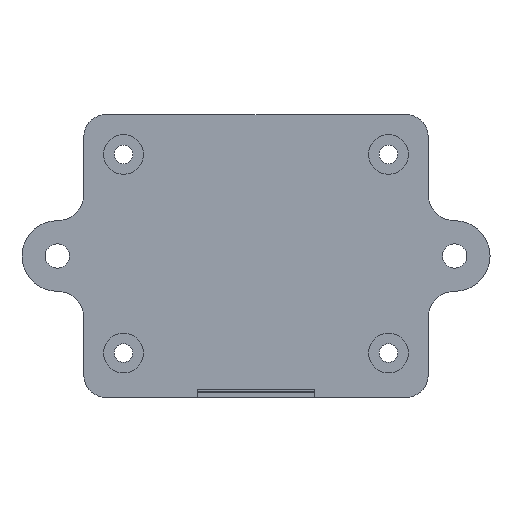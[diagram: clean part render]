
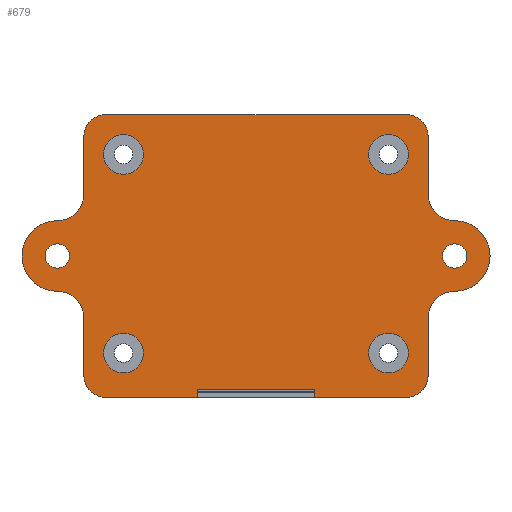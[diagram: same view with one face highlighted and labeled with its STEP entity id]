
A CAD part, top view. The second image highlights one B-rep face of the part: STEP entity #679.
In plain terms, the highlighted planar face has unit normal (0, 0, 1).
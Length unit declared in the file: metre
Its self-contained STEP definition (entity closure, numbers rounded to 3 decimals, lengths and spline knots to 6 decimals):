
#36=CIRCLE('',#735,0.005);
#37=CIRCLE('',#736,0.006);
#38=CIRCLE('',#737,0.008);
#39=CIRCLE('',#738,0.006);
#40=CIRCLE('',#739,0.005);
#41=CIRCLE('',#740,0.005);
#42=CIRCLE('',#741,0.006);
#43=CIRCLE('',#742,0.008);
#44=CIRCLE('',#743,0.006);
#45=CIRCLE('',#744,0.005);
#46=CIRCLE('',#745,0.0045);
#47=CIRCLE('',#746,0.0045);
#48=CIRCLE('',#747,0.0045);
#49=CIRCLE('',#748,0.0045);
#50=CIRCLE('',#749,0.00275);
#51=CIRCLE('',#750,0.00275);
#112=ORIENTED_EDGE('',*,*,#288,.F.);
#113=ORIENTED_EDGE('',*,*,#292,.F.);
#114=ORIENTED_EDGE('',*,*,#293,.F.);
#115=ORIENTED_EDGE('',*,*,#294,.T.);
#116=ORIENTED_EDGE('',*,*,#284,.F.);
#117=ORIENTED_EDGE('',*,*,#295,.T.);
#118=ORIENTED_EDGE('',*,*,#274,.F.);
#119=ORIENTED_EDGE('',*,*,#296,.T.);
#120=ORIENTED_EDGE('',*,*,#297,.T.);
#121=ORIENTED_EDGE('',*,*,#298,.T.);
#122=ORIENTED_EDGE('',*,*,#260,.F.);
#123=ORIENTED_EDGE('',*,*,#299,.T.);
#124=ORIENTED_EDGE('',*,*,#278,.T.);
#125=ORIENTED_EDGE('',*,*,#300,.T.);
#126=ORIENTED_EDGE('',*,*,#266,.T.);
#127=ORIENTED_EDGE('',*,*,#301,.T.);
#128=ORIENTED_EDGE('',*,*,#302,.F.);
#129=ORIENTED_EDGE('',*,*,#303,.T.);
#130=ORIENTED_EDGE('',*,*,#280,.T.);
#131=ORIENTED_EDGE('',*,*,#304,.T.);
#132=ORIENTED_EDGE('',*,*,#305,.F.);
#133=ORIENTED_EDGE('',*,*,#306,.F.);
#134=ORIENTED_EDGE('',*,*,#307,.F.);
#135=ORIENTED_EDGE('',*,*,#308,.F.);
#136=ORIENTED_EDGE('',*,*,#309,.F.);
#137=ORIENTED_EDGE('',*,*,#310,.T.);
#260=EDGE_CURVE('',#350,#351,#418,.T.);
#266=EDGE_CURVE('',#357,#356,#424,.T.);
#274=EDGE_CURVE('',#364,#365,#432,.T.);
#278=EDGE_CURVE('',#369,#368,#436,.T.);
#280=EDGE_CURVE('',#370,#371,#438,.T.);
#284=EDGE_CURVE('',#374,#375,#442,.T.);
#288=EDGE_CURVE('',#378,#379,#446,.T.);
#292=EDGE_CURVE('',#382,#378,#450,.T.);
#293=EDGE_CURVE('',#383,#382,#451,.T.);
#294=EDGE_CURVE('',#383,#375,#452,.T.);
#295=EDGE_CURVE('',#374,#365,#36,.T.);
#296=EDGE_CURVE('',#364,#384,#37,.F.);
#297=EDGE_CURVE('',#384,#385,#38,.T.);
#298=EDGE_CURVE('',#385,#351,#39,.F.);
#299=EDGE_CURVE('',#350,#369,#40,.T.);
#300=EDGE_CURVE('',#368,#357,#41,.T.);
#301=EDGE_CURVE('',#356,#386,#42,.F.);
#302=EDGE_CURVE('',#387,#386,#43,.F.);
#303=EDGE_CURVE('',#387,#370,#44,.F.);
#304=EDGE_CURVE('',#371,#379,#45,.T.);
#305=EDGE_CURVE('',#388,#388,#46,.T.);
#306=EDGE_CURVE('',#389,#389,#47,.T.);
#307=EDGE_CURVE('',#390,#390,#48,.T.);
#308=EDGE_CURVE('',#391,#391,#49,.T.);
#309=EDGE_CURVE('',#392,#392,#50,.T.);
#310=EDGE_CURVE('',#393,#393,#51,.F.);
#350=VERTEX_POINT('',#1036);
#351=VERTEX_POINT('',#1037);
#356=VERTEX_POINT('',#1048);
#357=VERTEX_POINT('',#1050);
#364=VERTEX_POINT('',#1066);
#365=VERTEX_POINT('',#1068);
#368=VERTEX_POINT('',#1075);
#369=VERTEX_POINT('',#1077);
#370=VERTEX_POINT('',#1081);
#371=VERTEX_POINT('',#1082);
#374=VERTEX_POINT('',#1090);
#375=VERTEX_POINT('',#1091);
#378=VERTEX_POINT('',#1097);
#379=VERTEX_POINT('',#1099);
#382=VERTEX_POINT('',#1107);
#383=VERTEX_POINT('',#1109);
#384=VERTEX_POINT('',#1113);
#385=VERTEX_POINT('',#1115);
#386=VERTEX_POINT('',#1120);
#387=VERTEX_POINT('',#1122);
#388=VERTEX_POINT('',#1126);
#389=VERTEX_POINT('',#1128);
#390=VERTEX_POINT('',#1130);
#391=VERTEX_POINT('',#1132);
#392=VERTEX_POINT('',#1134);
#393=VERTEX_POINT('',#1136);
#418=LINE('',#1035,#464);
#424=LINE('',#1049,#470);
#432=LINE('',#1067,#478);
#436=LINE('',#1076,#482);
#438=LINE('',#1080,#484);
#442=LINE('',#1089,#488);
#446=LINE('',#1098,#492);
#450=LINE('',#1106,#496);
#451=LINE('',#1108,#497);
#452=LINE('',#1110,#498);
#464=VECTOR('',#817,1.);
#470=VECTOR('',#825,1.);
#478=VECTOR('',#837,1.);
#482=VECTOR('',#843,1.);
#484=VECTOR('',#847,1.);
#488=VECTOR('',#853,1.);
#492=VECTOR('',#857,1.);
#496=VECTOR('',#863,1.);
#497=VECTOR('',#864,1.);
#498=VECTOR('',#865,1.);
#517=EDGE_LOOP('',(#112,#113,#114,#115,#116,#117,#118,#119,#120,#121,#122,
#123,#124,#125,#126,#127,#128,#129,#130,#131));
#518=EDGE_LOOP('',(#132));
#519=EDGE_LOOP('',(#133));
#520=EDGE_LOOP('',(#134));
#521=EDGE_LOOP('',(#135));
#522=EDGE_LOOP('',(#136));
#523=EDGE_LOOP('',(#137));
#589=FACE_BOUND('',#517,.T.);
#590=FACE_BOUND('',#518,.T.);
#591=FACE_BOUND('',#519,.T.);
#592=FACE_BOUND('',#520,.T.);
#593=FACE_BOUND('',#521,.T.);
#594=FACE_BOUND('',#522,.T.);
#595=FACE_BOUND('',#523,.T.);
#661=PLANE('',#734);
#679=ADVANCED_FACE('',(#589,#590,#591,#592,#593,#594,#595),#661,.T.);
#734=AXIS2_PLACEMENT_3D('',#1105,#861,#862);
#735=AXIS2_PLACEMENT_3D('',#1111,#866,#867);
#736=AXIS2_PLACEMENT_3D('',#1112,#868,#869);
#737=AXIS2_PLACEMENT_3D('',#1114,#870,#871);
#738=AXIS2_PLACEMENT_3D('',#1116,#872,#873);
#739=AXIS2_PLACEMENT_3D('',#1117,#874,#875);
#740=AXIS2_PLACEMENT_3D('',#1118,#876,#877);
#741=AXIS2_PLACEMENT_3D('',#1119,#878,#879);
#742=AXIS2_PLACEMENT_3D('',#1121,#880,#881);
#743=AXIS2_PLACEMENT_3D('',#1123,#882,#883);
#744=AXIS2_PLACEMENT_3D('',#1124,#884,#885);
#745=AXIS2_PLACEMENT_3D('',#1125,#886,#887);
#746=AXIS2_PLACEMENT_3D('',#1127,#888,#889);
#747=AXIS2_PLACEMENT_3D('',#1129,#890,#891);
#748=AXIS2_PLACEMENT_3D('',#1131,#892,#893);
#749=AXIS2_PLACEMENT_3D('',#1133,#894,#895);
#750=AXIS2_PLACEMENT_3D('',#1135,#896,#897);
#817=DIRECTION('',(0.,-1.,0.));
#825=DIRECTION('',(0.,-1.,0.));
#837=DIRECTION('',(0.,-1.,0.));
#843=DIRECTION('',(-1.,0.,0.));
#847=DIRECTION('',(0.,-1.,0.));
#853=DIRECTION('',(-1.,0.,0.));
#857=DIRECTION('',(-1.,0.,0.));
#861=DIRECTION('',(0.,0.,1.));
#862=DIRECTION('',(1.,0.,0.));
#863=DIRECTION('',(0.,-1.,0.));
#864=DIRECTION('',(-1.,0.,0.));
#865=DIRECTION('',(0.,-1.,0.));
#866=DIRECTION('',(0.,0.,1.));
#867=DIRECTION('',(1.,0.,0.));
#868=DIRECTION('',(0.,0.,1.));
#869=DIRECTION('',(1.,0.,0.));
#870=DIRECTION('',(0.,0.,1.));
#871=DIRECTION('',(1.,0.,0.));
#872=DIRECTION('',(0.,0.,1.));
#873=DIRECTION('',(1.,0.,0.));
#874=DIRECTION('',(0.,0.,1.));
#875=DIRECTION('',(1.,0.,0.));
#876=DIRECTION('',(0.,0.,1.));
#877=DIRECTION('',(1.,0.,0.));
#878=DIRECTION('',(0.,0.,1.));
#879=DIRECTION('',(1.,0.,0.));
#880=DIRECTION('',(0.,0.,1.));
#881=DIRECTION('',(1.,0.,0.));
#882=DIRECTION('',(0.,0.,1.));
#883=DIRECTION('',(1.,0.,0.));
#884=DIRECTION('',(0.,0.,1.));
#885=DIRECTION('',(1.,0.,0.));
#886=DIRECTION('',(0.,0.,1.));
#887=DIRECTION('',(1.,0.,0.));
#888=DIRECTION('',(0.,0.,1.));
#889=DIRECTION('',(1.,0.,0.));
#890=DIRECTION('',(0.,0.,1.));
#891=DIRECTION('',(1.,0.,0.));
#892=DIRECTION('',(0.,0.,1.));
#893=DIRECTION('',(1.,0.,0.));
#894=DIRECTION('',(0.,0.,1.));
#895=DIRECTION('',(1.,0.,0.));
#896=DIRECTION('',(0.,0.,1.));
#897=DIRECTION('',(1.,0.,0.));
#1035=CARTESIAN_POINT('',(0.039,0.,0.00125));
#1036=CARTESIAN_POINT('',(0.039,0.027016,0.00125));
#1037=CARTESIAN_POINT('',(0.039,0.014,0.00125));
#1048=CARTESIAN_POINT('',(-0.039,0.014,0.00125));
#1049=CARTESIAN_POINT('',(-0.039,0.,0.00125));
#1050=CARTESIAN_POINT('',(-0.039,0.027016,0.00125));
#1066=CARTESIAN_POINT('',(0.039,-0.014,0.00125));
#1067=CARTESIAN_POINT('',(0.039,0.,0.00125));
#1068=CARTESIAN_POINT('',(0.039,-0.027016,0.00125));
#1075=CARTESIAN_POINT('',(-0.034,0.032016,0.00125));
#1076=CARTESIAN_POINT('',(0.,0.032016,0.00125));
#1077=CARTESIAN_POINT('',(0.034,0.032016,0.00125));
#1080=CARTESIAN_POINT('',(-0.039,0.,0.00125));
#1081=CARTESIAN_POINT('',(-0.039,-0.014,0.00125));
#1082=CARTESIAN_POINT('',(-0.039,-0.027016,0.00125));
#1089=CARTESIAN_POINT('',(0.,-0.032016,0.00125));
#1090=CARTESIAN_POINT('',(0.034,-0.032016,0.00125));
#1091=CARTESIAN_POINT('',(0.01325,-0.032016,0.00125));
#1097=CARTESIAN_POINT('',(-0.01325,-0.032016,0.00125));
#1098=CARTESIAN_POINT('',(0.,-0.032016,0.00125));
#1099=CARTESIAN_POINT('',(-0.034,-0.032016,0.00125));
#1105=CARTESIAN_POINT('',(0.,0.,0.00125));
#1106=CARTESIAN_POINT('',(-0.01325,-0.030216,0.00125));
#1107=CARTESIAN_POINT('',(-0.01325,-0.030216,0.00125));
#1108=CARTESIAN_POINT('',(0.,-0.030216,0.00125));
#1109=CARTESIAN_POINT('',(0.01325,-0.030216,0.00125));
#1110=CARTESIAN_POINT('',(0.01325,-0.030216,0.00125));
#1111=CARTESIAN_POINT('',(0.034,-0.027016,0.00125));
#1112=CARTESIAN_POINT('',(0.045,-0.014,0.00125));
#1113=CARTESIAN_POINT('',(0.045,-0.008,0.00125));
#1114=CARTESIAN_POINT('',(0.045,0.,0.00125));
#1115=CARTESIAN_POINT('',(0.045,0.008,0.00125));
#1116=CARTESIAN_POINT('',(0.045,0.014,0.00125));
#1117=CARTESIAN_POINT('',(0.034,0.027016,0.00125));
#1118=CARTESIAN_POINT('',(-0.034,0.027016,0.00125));
#1119=CARTESIAN_POINT('',(-0.045,0.014,0.00125));
#1120=CARTESIAN_POINT('',(-0.045,0.008,0.00125));
#1121=CARTESIAN_POINT('',(-0.045,0.,0.00125));
#1122=CARTESIAN_POINT('',(-0.045,-0.008,0.00125));
#1123=CARTESIAN_POINT('',(-0.045,-0.014,0.00125));
#1124=CARTESIAN_POINT('',(-0.034,-0.027016,0.00125));
#1125=CARTESIAN_POINT('',(-0.03,-0.021984,0.00125));
#1126=CARTESIAN_POINT('',(-0.0255,-0.021984,0.00125));
#1127=CARTESIAN_POINT('',(0.03,-0.021984,0.00125));
#1128=CARTESIAN_POINT('',(0.0345,-0.021984,0.00125));
#1129=CARTESIAN_POINT('',(0.03,0.023016,0.00125));
#1130=CARTESIAN_POINT('',(0.0345,0.023016,0.00125));
#1131=CARTESIAN_POINT('',(-0.03,0.023016,0.00125));
#1132=CARTESIAN_POINT('',(-0.0255,0.023016,0.00125));
#1133=CARTESIAN_POINT('',(-0.045,0.,0.00125));
#1134=CARTESIAN_POINT('',(-0.04225,0.,0.00125));
#1135=CARTESIAN_POINT('',(0.045,0.,0.00125));
#1136=CARTESIAN_POINT('',(0.04775,0.,0.00125));
